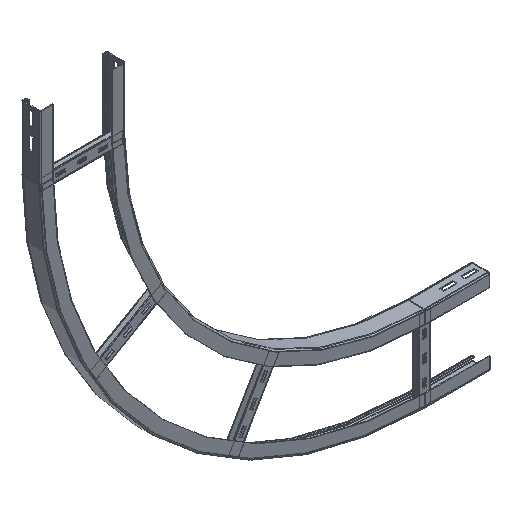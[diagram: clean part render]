
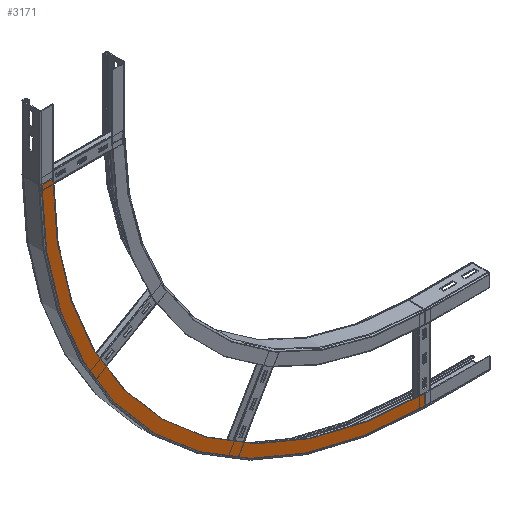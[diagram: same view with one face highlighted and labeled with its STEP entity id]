
A CAD part, isometric view. The second image highlights one B-rep face of the part: STEP entity #3171.
In plain terms, the highlighted planar face has unit normal (0, -1, 0).
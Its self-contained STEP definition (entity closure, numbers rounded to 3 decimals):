
#151=CIRCLE('',#3508,896.);
#153=CIRCLE('',#3511,869.);
#337=FACE_OUTER_BOUND('',#543,.T.);
#543=EDGE_LOOP('',(#2569,#2570,#2571,#2572));
#801=LINE('',#5009,#1149);
#846=LINE('',#5152,#1194);
#1149=VECTOR('',#4067,10.);
#1194=VECTOR('',#4224,10.);
#1455=VERTEX_POINT('',#5002);
#1457=VERTEX_POINT('',#5008);
#1498=VERTEX_POINT('',#5146);
#1499=VERTEX_POINT('',#5150);
#1799=EDGE_CURVE('',#1455,#1457,#801,.T.);
#1868=EDGE_CURVE('',#1498,#1455,#151,.T.);
#1870=EDGE_CURVE('',#1499,#1457,#153,.T.);
#1871=EDGE_CURVE('',#1499,#1498,#846,.T.);
#2569=ORIENTED_EDGE('',*,*,#1799,.T.);
#2570=ORIENTED_EDGE('',*,*,#1870,.F.);
#2571=ORIENTED_EDGE('',*,*,#1871,.T.);
#2572=ORIENTED_EDGE('',*,*,#1868,.T.);
#2992=PLANE('',#3510);
#3171=ADVANCED_FACE('',(#337),#2992,.T.);
#3508=AXIS2_PLACEMENT_3D('',#5147,#4216,#4217);
#3510=AXIS2_PLACEMENT_3D('',#5149,#4220,#4221);
#3511=AXIS2_PLACEMENT_3D('',#5151,#4222,#4223);
#4067=DIRECTION('',(0.,0.,1.));
#4216=DIRECTION('center_axis',(0.,-1.,0.));
#4217=DIRECTION('ref_axis',(-1.,0.,0.));
#4220=DIRECTION('center_axis',(0.,-1.,0.));
#4221=DIRECTION('ref_axis',(0.,0.,-1.));
#4222=DIRECTION('center_axis',(0.,-1.,0.));
#4223=DIRECTION('ref_axis',(-1.,0.,0.));
#4224=DIRECTION('',(-1.,0.,0.));
#5002=CARTESIAN_POINT('',(869.,0.,-896.));
#5008=CARTESIAN_POINT('',(869.,0.,-869.));
#5009=CARTESIAN_POINT('',(869.,0.,-896.));
#5146=CARTESIAN_POINT('',(-27.,0.,0.));
#5147=CARTESIAN_POINT('Origin',(869.,0.,0.));
#5149=CARTESIAN_POINT('Origin',(869.,0.,-896.));
#5150=CARTESIAN_POINT('',(0.,0.,0.));
#5151=CARTESIAN_POINT('Origin',(869.,0.,0.));
#5152=CARTESIAN_POINT('',(-81.572,0.,0.));
